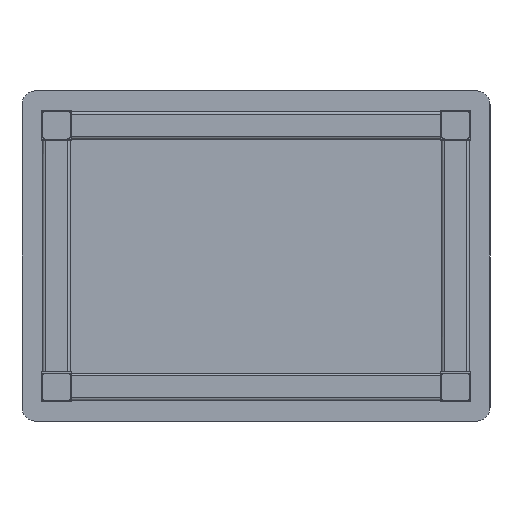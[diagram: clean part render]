
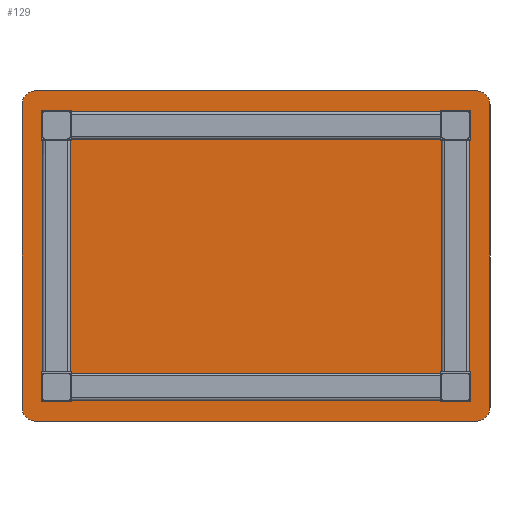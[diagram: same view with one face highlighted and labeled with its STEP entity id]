
A CAD part, front view. The second image highlights one B-rep face of the part: STEP entity #129.
In plain terms, the highlighted face is planar.
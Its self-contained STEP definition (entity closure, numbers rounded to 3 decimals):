
#129 = ADVANCED_FACE ( 'NONE', ( #4400, #19606, #16207, #21554, #5242 ), #23860, .F. ) ;
#396 = DIRECTION ( 'NONE',  ( 0., 0., -1. ) ) ;
#405 = DIRECTION ( 'NONE',  ( -1., 0., 0. ) ) ;
#521 = CARTESIAN_POINT ( 'NONE',  ( -170., -110., 0. ) ) ;
#785 = CIRCLE ( 'NONE', #7044, 4. ) ;
#789 = EDGE_CURVE ( 'NONE', #19077, #18451, #785, .T. ) ;
#1039 = ORIENTED_EDGE ( 'NONE', *, *, #14275, .T. ) ;
#1196 = LINE ( 'NONE', #23606, #8800 ) ;
#1315 = DIRECTION ( 'NONE',  ( 1., 0., 0. ) ) ;
#1350 = CARTESIAN_POINT ( 'NONE',  ( 160., -110., 0. ) ) ;
#1556 = AXIS2_PLACEMENT_3D ( 'NONE', #23109, #10325, #21409 ) ;
#1665 = ORIENTED_EDGE ( 'NONE', *, *, #1949, .T. ) ;
#1812 = VERTEX_POINT ( 'NONE', #20867 ) ;
#1894 = VERTEX_POINT ( 'NONE', #3344 ) ;
#1949 = EDGE_CURVE ( 'NONE', #10016, #23308, #5834, .T. ) ;
#1994 = DIRECTION ( 'NONE',  ( 1., 0., 0. ) ) ;
#2023 = CIRCLE ( 'NONE', #15626, 10. ) ;
#2284 = CARTESIAN_POINT ( 'NONE',  ( -160., 120., 0. ) ) ;
#2833 = CARTESIAN_POINT ( 'NONE',  ( 110., -95., 0. ) ) ;
#2969 = AXIS2_PLACEMENT_3D ( 'NONE', #23203, #3254, #4705 ) ;
#3018 = EDGE_LOOP ( 'NONE', ( #1665, #23467 ) ) ;
#3039 = DIRECTION ( 'NONE',  ( -1., 0., 0. ) ) ;
#3064 = CIRCLE ( 'NONE', #12377, 4. ) ;
#3198 = CIRCLE ( 'NONE', #16796, 10. ) ;
#3254 = DIRECTION ( 'NONE',  ( 0., 0., 1. ) ) ;
#3344 = CARTESIAN_POINT ( 'NONE',  ( 160., -120., 0. ) ) ;
#3386 = AXIS2_PLACEMENT_3D ( 'NONE', #10906, #18323, #16499 ) ;
#3411 = CARTESIAN_POINT ( 'NONE',  ( 160., 110., 0. ) ) ;
#3722 = DIRECTION ( 'NONE',  ( 0., 0., 1. ) ) ;
#3739 = EDGE_LOOP ( 'NONE', ( #17010, #16233 ) ) ;
#3829 = CARTESIAN_POINT ( 'NONE',  ( -106., 95., 0. ) ) ;
#4153 = EDGE_CURVE ( 'NONE', #1812, #11397, #21389, .T. ) ;
#4400 = FACE_BOUND ( 'NONE', #3018, .T. ) ;
#4587 = CARTESIAN_POINT ( 'NONE',  ( 106., -95., 0. ) ) ;
#4613 = CARTESIAN_POINT ( 'NONE',  ( -114., 95., 0. ) ) ;
#4705 = DIRECTION ( 'NONE',  ( -1., 0., 0. ) ) ;
#5130 = CARTESIAN_POINT ( 'NONE',  ( 170., 120., 0. ) ) ;
#5242 = FACE_OUTER_BOUND ( 'NONE', #21222, .T. ) ;
#5480 = DIRECTION ( 'NONE',  ( 1., 0., 0. ) ) ;
#5536 = VERTEX_POINT ( 'NONE', #6271 ) ;
#5565 = ORIENTED_EDGE ( 'NONE', *, *, #10489, .T. ) ;
#5652 = VERTEX_POINT ( 'NONE', #8327 ) ;
#5834 = CIRCLE ( 'NONE', #8936, 4. ) ;
#6194 = EDGE_CURVE ( 'NONE', #5536, #12630, #11462, .T. ) ;
#6271 = CARTESIAN_POINT ( 'NONE',  ( -170., 110., 0. ) ) ;
#6544 = VERTEX_POINT ( 'NONE', #20087 ) ;
#6668 = ORIENTED_EDGE ( 'NONE', *, *, #23704, .F. ) ;
#6700 = EDGE_CURVE ( 'NONE', #5536, #17501, #9347, .T. ) ;
#6910 = ORIENTED_EDGE ( 'NONE', *, *, #15245, .F. ) ;
#7044 = AXIS2_PLACEMENT_3D ( 'NONE', #23253, #21912, #18015 ) ;
#7185 = EDGE_CURVE ( 'NONE', #23308, #10016, #10104, .T. ) ;
#7241 = ORIENTED_EDGE ( 'NONE', *, *, #789, .T. ) ;
#7701 = CARTESIAN_POINT ( 'NONE',  ( -170., -120., 0. ) ) ;
#8327 = CARTESIAN_POINT ( 'NONE',  ( 170., 110., 0. ) ) ;
#8466 = DIRECTION ( 'NONE',  ( 1., 0., 0. ) ) ;
#8800 = VECTOR ( 'NONE', #3039, 1000. ) ;
#8835 = CARTESIAN_POINT ( 'NONE',  ( 114., -95., 0. ) ) ;
#8936 = AXIS2_PLACEMENT_3D ( 'NONE', #16469, #23891, #14521 ) ;
#9131 = DIRECTION ( 'NONE',  ( 0., 0., -1. ) ) ;
#9174 = VECTOR ( 'NONE', #15128, 1000. ) ;
#9315 = CARTESIAN_POINT ( 'NONE',  ( 114., 95., 0. ) ) ;
#9347 = CIRCLE ( 'NONE', #22167, 10. ) ;
#9896 = ORIENTED_EDGE ( 'NONE', *, *, #22531, .T. ) ;
#9954 = CIRCLE ( 'NONE', #10751, 10. ) ;
#10016 = VERTEX_POINT ( 'NONE', #17459 ) ;
#10094 = EDGE_CURVE ( 'NONE', #6544, #12630, #2023, .T. ) ;
#10104 = CIRCLE ( 'NONE', #23713, 4. ) ;
#10325 = DIRECTION ( 'NONE',  ( 0., 0., 1. ) ) ;
#10422 = DIRECTION ( 'NONE',  ( 0., 0., 1. ) ) ;
#10489 = EDGE_CURVE ( 'NONE', #19412, #1894, #3198, .T. ) ;
#10617 = DIRECTION ( 'NONE',  ( 0., 0., -1. ) ) ;
#10722 = CARTESIAN_POINT ( 'NONE',  ( 0., 0., 0. ) ) ;
#10751 = AXIS2_PLACEMENT_3D ( 'NONE', #3411, #14583, #1315 ) ;
#10906 = CARTESIAN_POINT ( 'NONE',  ( -110., 95., 0. ) ) ;
#11223 = CARTESIAN_POINT ( 'NONE',  ( -170., 120., 0. ) ) ;
#11397 = VERTEX_POINT ( 'NONE', #9315 ) ;
#11462 = LINE ( 'NONE', #11223, #14405 ) ;
#11597 = ORIENTED_EDGE ( 'NONE', *, *, #6700, .T. ) ;
#11953 = ORIENTED_EDGE ( 'NONE', *, *, #6194, .F. ) ;
#12176 = DIRECTION ( 'NONE',  ( 1., 0., 0. ) ) ;
#12237 = CARTESIAN_POINT ( 'NONE',  ( 170., -110., 0. ) ) ;
#12297 = AXIS2_PLACEMENT_3D ( 'NONE', #13832, #10422, #8466 ) ;
#12377 = AXIS2_PLACEMENT_3D ( 'NONE', #2833, #23517, #15856 ) ;
#12519 = ORIENTED_EDGE ( 'NONE', *, *, #15502, .F. ) ;
#12589 = VERTEX_POINT ( 'NONE', #8835 ) ;
#12630 = VERTEX_POINT ( 'NONE', #521 ) ;
#13455 = CIRCLE ( 'NONE', #2969, 4. ) ;
#13832 = CARTESIAN_POINT ( 'NONE',  ( 110., -95., 0. ) ) ;
#13956 = ORIENTED_EDGE ( 'NONE', *, *, #22419, .T. ) ;
#14275 = EDGE_CURVE ( 'NONE', #16542, #12589, #3064, .T. ) ;
#14405 = VECTOR ( 'NONE', #18765, 1000. ) ;
#14494 = LINE ( 'NONE', #5130, #16928 ) ;
#14521 = DIRECTION ( 'NONE',  ( -1., 0., 0. ) ) ;
#14583 = DIRECTION ( 'NONE',  ( 0., 0., -1. ) ) ;
#14602 = CARTESIAN_POINT ( 'NONE',  ( -160., 110., 0. ) ) ;
#14633 = EDGE_LOOP ( 'NONE', ( #9896, #7241 ) ) ;
#15128 = DIRECTION ( 'NONE',  ( 1., 0., 0. ) ) ;
#15245 = EDGE_CURVE ( 'NONE', #6544, #1894, #22787, .T. ) ;
#15408 = CIRCLE ( 'NONE', #3386, 4. ) ;
#15502 = EDGE_CURVE ( 'NONE', #19412, #5652, #14494, .T. ) ;
#15626 = AXIS2_PLACEMENT_3D ( 'NONE', #22563, #396, #1994 ) ;
#15856 = DIRECTION ( 'NONE',  ( 1., 0., 0. ) ) ;
#16086 = DIRECTION ( 'NONE',  ( 0., 0., 1. ) ) ;
#16103 = DIRECTION ( 'NONE',  ( 1., 0., 0. ) ) ;
#16207 = FACE_BOUND ( 'NONE', #3739, .T. ) ;
#16212 = DIRECTION ( 'NONE',  ( 0., 1., 0. ) ) ;
#16233 = ORIENTED_EDGE ( 'NONE', *, *, #4153, .T. ) ;
#16469 = CARTESIAN_POINT ( 'NONE',  ( -110., -95., 0. ) ) ;
#16499 = DIRECTION ( 'NONE',  ( 1., 0., 0. ) ) ;
#16542 = VERTEX_POINT ( 'NONE', #4587 ) ;
#16796 = AXIS2_PLACEMENT_3D ( 'NONE', #1350, #10617, #16103 ) ;
#16822 = VERTEX_POINT ( 'NONE', #17568 ) ;
#16928 = VECTOR ( 'NONE', #16212, 1000. ) ;
#17010 = ORIENTED_EDGE ( 'NONE', *, *, #22362, .T. ) ;
#17459 = CARTESIAN_POINT ( 'NONE',  ( -106., -95., 0. ) ) ;
#17501 = VERTEX_POINT ( 'NONE', #2284 ) ;
#17568 = CARTESIAN_POINT ( 'NONE',  ( 160., 120., 0. ) ) ;
#18015 = DIRECTION ( 'NONE',  ( 1., 0., 0. ) ) ;
#18137 = CIRCLE ( 'NONE', #12297, 4. ) ;
#18323 = DIRECTION ( 'NONE',  ( 0., 0., 1. ) ) ;
#18404 = ORIENTED_EDGE ( 'NONE', *, *, #23783, .T. ) ;
#18451 = VERTEX_POINT ( 'NONE', #3829 ) ;
#18765 = DIRECTION ( 'NONE',  ( 0., -1., 0. ) ) ;
#19077 = VERTEX_POINT ( 'NONE', #4613 ) ;
#19315 = EDGE_LOOP ( 'NONE', ( #13956, #1039 ) ) ;
#19412 = VERTEX_POINT ( 'NONE', #12237 ) ;
#19606 = FACE_BOUND ( 'NONE', #19315, .T. ) ;
#20087 = CARTESIAN_POINT ( 'NONE',  ( -160., -120., 0. ) ) ;
#20387 = CARTESIAN_POINT ( 'NONE',  ( -110., -95., 0. ) ) ;
#20746 = ORIENTED_EDGE ( 'NONE', *, *, #10094, .T. ) ;
#20867 = CARTESIAN_POINT ( 'NONE',  ( 106., 95., 0. ) ) ;
#21222 = EDGE_LOOP ( 'NONE', ( #6910, #20746, #11953, #11597, #6668, #18404, #12519, #5565 ) ) ;
#21389 = CIRCLE ( 'NONE', #1556, 4. ) ;
#21409 = DIRECTION ( 'NONE',  ( -1., 0., 0. ) ) ;
#21554 = FACE_BOUND ( 'NONE', #14633, .T. ) ;
#21912 = DIRECTION ( 'NONE',  ( 0., 0., 1. ) ) ;
#22167 = AXIS2_PLACEMENT_3D ( 'NONE', #14602, #9131, #5480 ) ;
#22362 = EDGE_CURVE ( 'NONE', #11397, #1812, #13455, .T. ) ;
#22419 = EDGE_CURVE ( 'NONE', #12589, #16542, #18137, .T. ) ;
#22531 = EDGE_CURVE ( 'NONE', #18451, #19077, #15408, .T. ) ;
#22563 = CARTESIAN_POINT ( 'NONE',  ( -160., -110., 0. ) ) ;
#22786 = CARTESIAN_POINT ( 'NONE',  ( -114., -95., 0. ) ) ;
#22787 = LINE ( 'NONE', #7701, #9174 ) ;
#23109 = CARTESIAN_POINT ( 'NONE',  ( 110., 95., 0. ) ) ;
#23203 = CARTESIAN_POINT ( 'NONE',  ( 110., 95., 0. ) ) ;
#23253 = CARTESIAN_POINT ( 'NONE',  ( -110., 95., 0. ) ) ;
#23308 = VERTEX_POINT ( 'NONE', #22786 ) ;
#23467 = ORIENTED_EDGE ( 'NONE', *, *, #7185, .T. ) ;
#23517 = DIRECTION ( 'NONE',  ( 0., 0., 1. ) ) ;
#23606 = CARTESIAN_POINT ( 'NONE',  ( -170., 120., 0. ) ) ;
#23704 = EDGE_CURVE ( 'NONE', #16822, #17501, #1196, .T. ) ;
#23713 = AXIS2_PLACEMENT_3D ( 'NONE', #20387, #3722, #405 ) ;
#23783 = EDGE_CURVE ( 'NONE', #16822, #5652, #9954, .T. ) ;
#23860 = PLANE ( 'NONE',  #24006 ) ;
#23891 = DIRECTION ( 'NONE',  ( 0., 0., 1. ) ) ;
#24006 = AXIS2_PLACEMENT_3D ( 'NONE', #10722, #16086, #12176 ) ;
